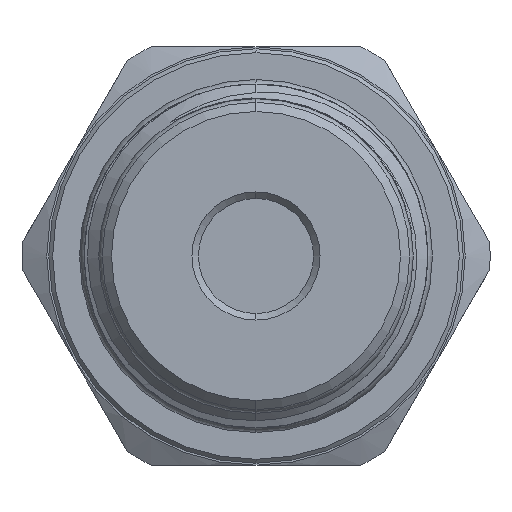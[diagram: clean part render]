
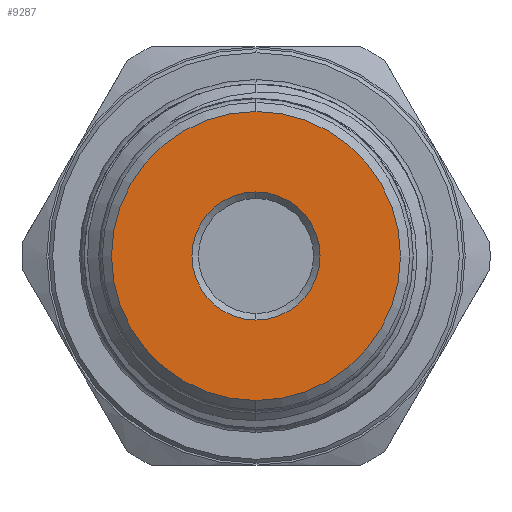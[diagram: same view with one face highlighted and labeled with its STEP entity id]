
A CAD part, left-side view. The second image highlights one B-rep face of the part: STEP entity #9287.
In plain terms, the highlighted planar face has unit normal (-1, 0, 0).
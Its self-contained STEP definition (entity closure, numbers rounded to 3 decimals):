
#132 = CARTESIAN_POINT ( 'NONE',  ( -38.55, 0., 0. ) ) ;
#133 = DIRECTION ( 'NONE',  ( -1., 0., 0. ) ) ;
#134 = DIRECTION ( 'NONE',  ( 0., 0., -1. ) ) ;
#1131 = CIRCLE ( 'NONE', #11661, 11.05 ) ;
#1698 = CARTESIAN_POINT ( 'NONE',  ( -38.55, 0., -4.9 ) ) ;
#1709 = CARTESIAN_POINT ( 'NONE',  ( -38.55, 0., -11.05 ) ) ;
#1738 = CARTESIAN_POINT ( 'NONE',  ( -38.55, 0., 4.9 ) ) ;
#1864 = EDGE_CURVE ( 'NONE', #3157, #3192, #11247, .T. ) ;
#1869 = EDGE_CURVE ( 'NONE', #3233, #3407, #11244, .T. ) ;
#2046 = EDGE_CURVE ( 'NONE', #3192, #3157, #10729, .T. ) ;
#3067 = ORIENTED_EDGE ( 'NONE', *, *, #1869, .T. ) ;
#3117 = ORIENTED_EDGE ( 'NONE', *, *, #11707, .T. ) ;
#3137 = ORIENTED_EDGE ( 'NONE', *, *, #1864, .T. ) ;
#3157 = VERTEX_POINT ( 'NONE', #1698 ) ;
#3192 = VERTEX_POINT ( 'NONE', #1738 ) ;
#3233 = VERTEX_POINT ( 'NONE', #1709 ) ;
#3407 = VERTEX_POINT ( 'NONE', #6577 ) ;
#3532 = ORIENTED_EDGE ( 'NONE', *, *, #2046, .T. ) ;
#5457 = EDGE_LOOP ( 'NONE', ( #3067, #3117 ) ) ;
#5557 = EDGE_LOOP ( 'NONE', ( #3532, #3137 ) ) ;
#6577 = CARTESIAN_POINT ( 'NONE',  ( -38.55, 0., 11.05 ) ) ;
#6716 = DIRECTION ( 'NONE',  ( 0., 0., -1. ) ) ;
#6718 = DIRECTION ( 'NONE',  ( 1., 0., 0. ) ) ;
#6728 = CARTESIAN_POINT ( 'NONE',  ( -38.55, 0., 0. ) ) ;
#6732 = PLANE ( 'NONE',  #11643 ) ;
#7531 = CARTESIAN_POINT ( 'NONE',  ( -38.55, 0., 0. ) ) ;
#7532 = DIRECTION ( 'NONE',  ( 1., 0., 0. ) ) ;
#7533 = DIRECTION ( 'NONE',  ( 0., 0., -1. ) ) ;
#9287 = ADVANCED_FACE ( 'NONE', ( #10984, #10979 ), #6732, .F. ) ;
#10729 = CIRCLE ( 'NONE', #11438, 4.9 ) ;
#10979 = FACE_OUTER_BOUND ( 'NONE', #5457, .T. ) ;
#10984 = FACE_BOUND ( 'NONE', #5557, .T. ) ;
#11244 = CIRCLE ( 'NONE', #11695, 11.05 ) ;
#11247 = CIRCLE ( 'NONE', #11798, 4.9 ) ;
#11438 = AXIS2_PLACEMENT_3D ( 'NONE', #7531, #7532, #7533 ) ;
#11643 = AXIS2_PLACEMENT_3D ( 'NONE', #6728, #6718, #6716 ) ;
#11661 = AXIS2_PLACEMENT_3D ( 'NONE', #132, #133, #134 ) ;
#11695 = AXIS2_PLACEMENT_3D ( 'NONE', #13413, #13414, #13395 ) ;
#11707 = EDGE_CURVE ( 'NONE', #3407, #3233, #1131, .T. ) ;
#11798 = AXIS2_PLACEMENT_3D ( 'NONE', #13328, #13327, #13326 ) ;
#13326 = DIRECTION ( 'NONE',  ( 0., 0., -1. ) ) ;
#13327 = DIRECTION ( 'NONE',  ( 1., 0., 0. ) ) ;
#13328 = CARTESIAN_POINT ( 'NONE',  ( -38.55, 0., 0. ) ) ;
#13395 = DIRECTION ( 'NONE',  ( 0., 0., -1. ) ) ;
#13413 = CARTESIAN_POINT ( 'NONE',  ( -38.55, 0., 0. ) ) ;
#13414 = DIRECTION ( 'NONE',  ( -1., 0., 0. ) ) ;
